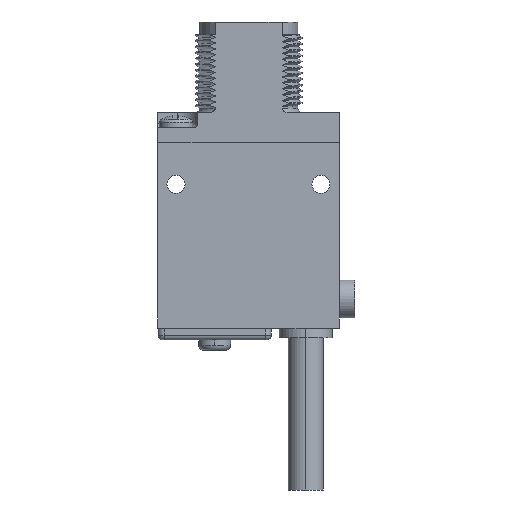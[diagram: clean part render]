
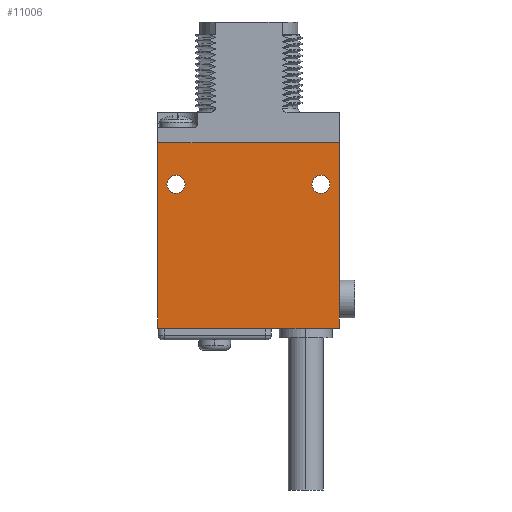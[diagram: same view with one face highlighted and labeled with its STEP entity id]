
A CAD part, left-side view. The second image highlights one B-rep face of the part: STEP entity #11006.
In plain terms, the highlighted planar face has unit normal (-1, 0, 0).
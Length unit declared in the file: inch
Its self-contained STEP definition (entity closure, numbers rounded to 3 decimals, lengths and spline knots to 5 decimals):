
#341=DIRECTION('',(0.,-1.,0.));
#342=VECTOR('',#341,0.001);
#343=CARTESIAN_POINT('',(-0.236,0.001,0.));
#344=LINE('',#343,#342);
#345=DIRECTION('',(0.,0.,-1.));
#346=VECTOR('',#345,1.16);
#347=CARTESIAN_POINT('',(-0.236,0.,0.));
#348=LINE('',#347,#346);
#349=DIRECTION('',(0.,1.,0.));
#350=VECTOR('',#349,0.005);
#351=CARTESIAN_POINT('',(-0.236,0.,-1.16));
#352=LINE('',#351,#350);
#353=DIRECTION('',(0.,0.,-1.));
#354=VECTOR('',#353,0.07);
#355=CARTESIAN_POINT('',(-0.236,0.005,-1.16));
#356=LINE('',#355,#354);
#357=DIRECTION('',(0.,1.,0.));
#358=VECTOR('',#357,0.005);
#359=CARTESIAN_POINT('',(-0.236,1.205,-1.16));
#360=LINE('',#359,#358);
#361=DIRECTION('',(0.,0.,1.));
#362=VECTOR('',#361,1.16);
#363=CARTESIAN_POINT('',(-0.236,1.21,-1.16));
#364=LINE('',#363,#362);
#365=DIRECTION('',(0.,-1.,0.));
#366=VECTOR('',#365,0.005);
#367=CARTESIAN_POINT('',(-0.236,1.21,0.));
#368=LINE('',#367,#366);
#369=DIRECTION('',(0.,1.,0.));
#370=VECTOR('',#369,1.204);
#371=CARTESIAN_POINT('',(-0.236,0.001,0.));
#372=LINE('',#371,#370);
#373=CARTESIAN_POINT('',(-0.236,1.085,-0.275));
#374=DIRECTION('',(1.,0.,0.));
#375=DIRECTION('',(0.,0.,-1.));
#376=AXIS2_PLACEMENT_3D('',#373,#374,#375);
#378=CARTESIAN_POINT('',(-0.236,1.085,-0.275));
#379=DIRECTION('',(1.,0.,0.));
#380=DIRECTION('',(0.,0.,1.));
#381=AXIS2_PLACEMENT_3D('',#378,#379,#380);
#383=CARTESIAN_POINT('',(-0.236,0.125,-0.275));
#384=DIRECTION('',(1.,0.,0.));
#385=DIRECTION('',(0.,0.,-1.));
#386=AXIS2_PLACEMENT_3D('',#383,#384,#385);
#388=CARTESIAN_POINT('',(-0.236,0.125,-0.275));
#389=DIRECTION('',(1.,0.,0.));
#390=DIRECTION('',(0.,0.,1.));
#391=AXIS2_PLACEMENT_3D('',#388,#389,#390);
#2774=DIRECTION('',(0.,0.,-1.));
#2775=VECTOR('',#2774,0.07);
#2776=CARTESIAN_POINT('',(-0.236,1.205,-1.16));
#2777=LINE('',#2776,#2775);
#2790=DIRECTION('',(0.,1.,0.));
#2791=VECTOR('',#2790,1.2);
#2792=CARTESIAN_POINT('',(-0.236,0.005,-1.23));
#2793=LINE('',#2792,#2791);
#8930=CARTESIAN_POINT('',(-0.236,0.,0.));
#8931=CARTESIAN_POINT('',(-0.236,0.,-1.16));
#8932=VERTEX_POINT('',#8930);
#8933=VERTEX_POINT('',#8931);
#8934=CARTESIAN_POINT('',(-0.236,1.21,-1.16));
#8935=CARTESIAN_POINT('',(-0.236,1.21,0.));
#8936=VERTEX_POINT('',#8934);
#8937=VERTEX_POINT('',#8935);
#8954=CARTESIAN_POINT('',(-0.236,1.085,-0.335));
#8955=CARTESIAN_POINT('',(-0.236,1.085,-0.215));
#8956=VERTEX_POINT('',#8954);
#8957=VERTEX_POINT('',#8955);
#8958=CARTESIAN_POINT('',(-0.236,0.125,-0.335));
#8959=CARTESIAN_POINT('',(-0.236,0.125,-0.215));
#8960=VERTEX_POINT('',#8958);
#8961=VERTEX_POINT('',#8959);
#9185=CARTESIAN_POINT('',(-0.236,0.005,-1.23));
#9187=VERTEX_POINT('',#9185);
#9188=CARTESIAN_POINT('',(-0.236,1.205,-1.23));
#9189=VERTEX_POINT('',#9188);
#9578=CARTESIAN_POINT('',(-0.236,0.005,-1.16));
#9580=VERTEX_POINT('',#9578);
#9582=CARTESIAN_POINT('',(-0.236,1.205,-1.16));
#9584=VERTEX_POINT('',#9582);
#10334=CARTESIAN_POINT('',(-0.236,0.001,0.));
#10335=CARTESIAN_POINT('',(-0.236,1.205,0.));
#10336=VERTEX_POINT('',#10334);
#10337=VERTEX_POINT('',#10335);
#10968=CARTESIAN_POINT('',(-0.236,0.,0.));
#10969=DIRECTION('',(1.,0.,0.));
#10970=DIRECTION('',(0.,0.,-1.));
#10971=AXIS2_PLACEMENT_3D('',#10968,#10969,#10970);
#10972=PLANE('',#10971);
#10974=ORIENTED_EDGE('',*,*,#10973,.T.);
#10976=ORIENTED_EDGE('',*,*,#10975,.T.);
#10978=ORIENTED_EDGE('',*,*,#10977,.T.);
#10980=ORIENTED_EDGE('',*,*,#10979,.T.);
#10982=ORIENTED_EDGE('',*,*,#10981,.T.);
#10984=ORIENTED_EDGE('',*,*,#10983,.F.);
#10986=ORIENTED_EDGE('',*,*,#10985,.T.);
#10988=ORIENTED_EDGE('',*,*,#10987,.T.);
#10989=ORIENTED_EDGE('',*,*,#10959,.T.);
#10991=ORIENTED_EDGE('',*,*,#10990,.F.);
#10992=EDGE_LOOP('',(#10974,#10976,#10978,#10980,#10982,#10984,#10986,#10988,
#10989,#10991));
#10993=FACE_OUTER_BOUND('',#10992,.F.);
#10995=ORIENTED_EDGE('',*,*,#10994,.F.);
#10997=ORIENTED_EDGE('',*,*,#10996,.F.);
#10998=EDGE_LOOP('',(#10995,#10997));
#10999=FACE_BOUND('',#10998,.F.);
#11001=ORIENTED_EDGE('',*,*,#11000,.F.);
#11003=ORIENTED_EDGE('',*,*,#11002,.F.);
#11004=EDGE_LOOP('',(#11001,#11003));
#11005=FACE_BOUND('',#11004,.F.);
#11006=ADVANCED_FACE('',(#10993,#10999,#11005),#10972,.F.);
#377=CIRCLE('',#376,0.06);
#382=CIRCLE('',#381,0.06);
#387=CIRCLE('',#386,0.06);
#392=CIRCLE('',#391,0.06);
#10959=EDGE_CURVE('',#8937,#10337,#368,.T.);
#10973=EDGE_CURVE('',#10336,#8932,#344,.T.);
#10975=EDGE_CURVE('',#8932,#8933,#348,.T.);
#10977=EDGE_CURVE('',#8933,#9580,#352,.T.);
#10979=EDGE_CURVE('',#9580,#9187,#356,.T.);
#10981=EDGE_CURVE('',#9187,#9189,#2793,.T.);
#10983=EDGE_CURVE('',#9584,#9189,#2777,.T.);
#10985=EDGE_CURVE('',#9584,#8936,#360,.T.);
#10987=EDGE_CURVE('',#8936,#8937,#364,.T.);
#10990=EDGE_CURVE('',#10336,#10337,#372,.T.);
#10994=EDGE_CURVE('',#8956,#8957,#377,.T.);
#10996=EDGE_CURVE('',#8957,#8956,#382,.T.);
#11000=EDGE_CURVE('',#8960,#8961,#387,.T.);
#11002=EDGE_CURVE('',#8961,#8960,#392,.T.);
